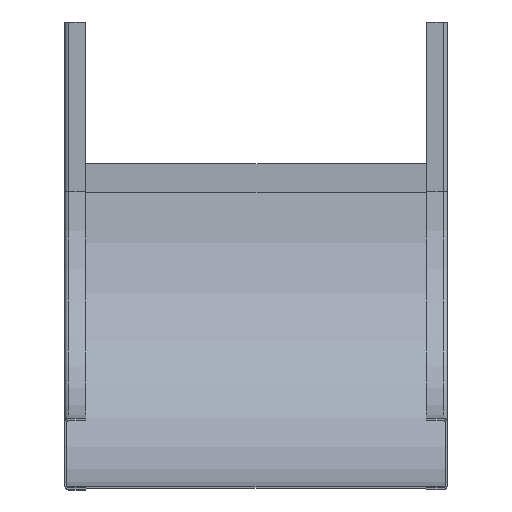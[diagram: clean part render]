
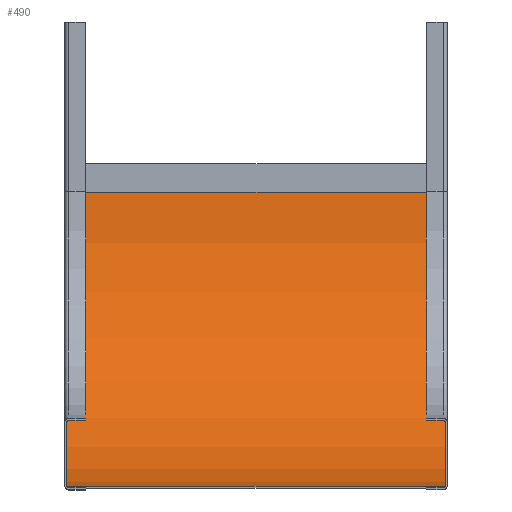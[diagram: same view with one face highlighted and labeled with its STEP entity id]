
A CAD part, top view. The second image highlights one B-rep face of the part: STEP entity #490.
In plain terms, the highlighted cylindrical face has radius 156.5 mm (diameter 313 mm), a partial arc.
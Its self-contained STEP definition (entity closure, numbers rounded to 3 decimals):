
#75 = EDGE_CURVE ( 'NONE', #1119, #989, #959, .T. ) ;
#88 = EDGE_CURVE ( 'NONE', #1031, #1119, #808, .T. ) ;
#208 = ORIENTED_EDGE ( 'NONE', *, *, #1245, .T. ) ;
#232 = DIRECTION ( 'NONE',  ( 0., 0., -1. ) ) ;
#320 = CARTESIAN_POINT ( 'NONE',  ( -15., 157.5, 201. ) ) ;
#333 = DIRECTION ( 'NONE',  ( -1., 0., 0. ) ) ;
#405 = CARTESIAN_POINT ( 'NONE',  ( -15., 157.5, 201. ) ) ;
#476 = EDGE_CURVE ( 'NONE', #1388, #989, #1221, .T. ) ;
#490 = ADVANCED_FACE ( 'NONE', ( #1149 ), #1040, .F. ) ;
#529 = CARTESIAN_POINT ( 'NONE',  ( -171.5, 157.5, 201. ) ) ;
#576 = ORIENTED_EDGE ( 'NONE', *, *, #75, .F. ) ;
#644 = ORIENTED_EDGE ( 'NONE', *, *, #476, .T. ) ;
#663 = ORIENTED_EDGE ( 'NONE', *, *, #88, .F. ) ;
#789 = CARTESIAN_POINT ( 'NONE',  ( -15., 157.5, 0. ) ) ;
#808 = CIRCLE ( 'NONE', #927, 156.5 ) ;
#823 = LINE ( 'NONE', #1023, #872 ) ;
#830 = AXIS2_PLACEMENT_3D ( 'NONE', #789, #1012, #1072 ) ;
#872 = VECTOR ( 'NONE', #1018, 1000. ) ;
#882 = DIRECTION ( 'NONE',  ( 0., 0., -1. ) ) ;
#885 = AXIS2_PLACEMENT_3D ( 'NONE', #320, #908, #333 ) ;
#908 = DIRECTION ( 'NONE',  ( 0., 0., -1. ) ) ;
#927 = AXIS2_PLACEMENT_3D ( 'NONE', #405, #232, #945 ) ;
#945 = DIRECTION ( 'NONE',  ( 1., 0., 0. ) ) ;
#959 = LINE ( 'NONE', #529, #977 ) ;
#977 = VECTOR ( 'NONE', #882, 1000. ) ;
#989 = VERTEX_POINT ( 'NONE', #1262 ) ;
#1012 = DIRECTION ( 'NONE',  ( 0., 0., -1. ) ) ;
#1018 = DIRECTION ( 'NONE',  ( 0., 0., -1. ) ) ;
#1023 = CARTESIAN_POINT ( 'NONE',  ( -15., 1., 201. ) ) ;
#1031 = VERTEX_POINT ( 'NONE', #1210 ) ;
#1036 = EDGE_LOOP ( 'NONE', ( #644, #576, #663, #208 ) ) ;
#1040 = CYLINDRICAL_SURFACE ( 'NONE', #885, 156.5 ) ;
#1041 = CARTESIAN_POINT ( 'NONE',  ( -15., 1., 0. ) ) ;
#1072 = DIRECTION ( 'NONE',  ( 1., 0., 0. ) ) ;
#1073 = CARTESIAN_POINT ( 'NONE',  ( -171.5, 157.5, 201. ) ) ;
#1119 = VERTEX_POINT ( 'NONE', #1073 ) ;
#1149 = FACE_OUTER_BOUND ( 'NONE', #1036, .T. ) ;
#1210 = CARTESIAN_POINT ( 'NONE',  ( -15., 1., 201. ) ) ;
#1221 = CIRCLE ( 'NONE', #830, 156.5 ) ;
#1245 = EDGE_CURVE ( 'NONE', #1031, #1388, #823, .T. ) ;
#1262 = CARTESIAN_POINT ( 'NONE',  ( -171.5, 157.5, 0. ) ) ;
#1388 = VERTEX_POINT ( 'NONE', #1041 ) ;
